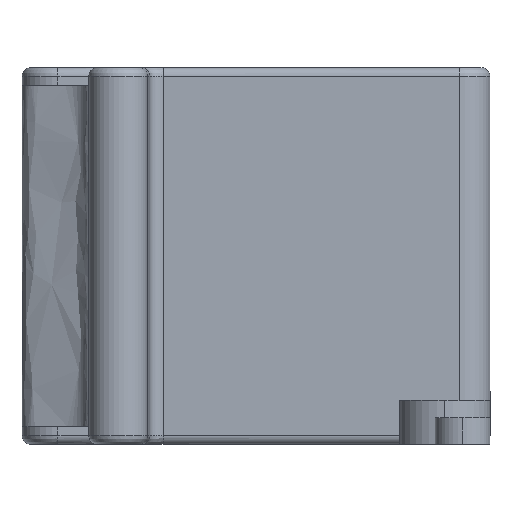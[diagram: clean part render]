
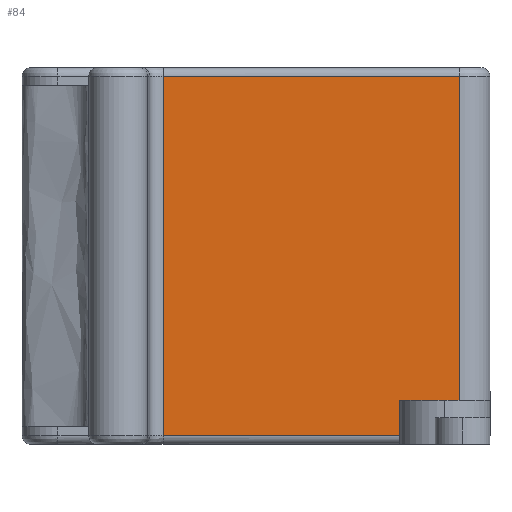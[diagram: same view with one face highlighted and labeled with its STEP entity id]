
A CAD part, left-side view. The second image highlights one B-rep face of the part: STEP entity #84.
In plain terms, the highlighted planar face has unit normal (-1, -0.001, 0).
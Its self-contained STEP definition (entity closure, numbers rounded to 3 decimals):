
#18=B_SPLINE_CURVE_WITH_KNOTS('',1,(#1715,#1716),.UNSPECIFIED.,.F.,.F.,
(2,2),(0.,33.014),.UNSPECIFIED.);
#25=B_SPLINE_CURVE_WITH_KNOTS('',1,(#1747,#1748),.UNSPECIFIED.,.F.,.F.,
(2,2),(1.,41.),.UNSPECIFIED.);
#30=B_SPLINE_CURVE_WITH_KNOTS('',1,(#1791,#1792),.UNSPECIFIED.,.F.,.F.,
(2,2),(0.,33.014),.UNSPECIFIED.);
#84=ADVANCED_FACE('',(#131),#672,.T.);
#131=FACE_OUTER_BOUND('',#178,.T.);
#178=EDGE_LOOP('',(#274,#275,#276,#277));
#274=ORIENTED_EDGE('',*,*,#436,.T.);
#275=ORIENTED_EDGE('',*,*,#447,.T.);
#276=ORIENTED_EDGE('',*,*,#459,.F.);
#277=ORIENTED_EDGE('',*,*,#444,.F.);
#436=EDGE_CURVE('',#646,#647,#18,.T.);
#444=EDGE_CURVE('',#646,#624,#520,.T.);
#447=EDGE_CURVE('',#647,#625,#25,.T.);
#459=EDGE_CURVE('',#624,#625,#30,.T.);
#520=(
BOUNDED_CURVE()
B_SPLINE_CURVE(1,(#1731,#1732),.UNSPECIFIED.,.F.,.F.)
B_SPLINE_CURVE_WITH_KNOTS((2,2),(1.,41.),.UNSPECIFIED.)
CURVE()
GEOMETRIC_REPRESENTATION_ITEM()
RATIONAL_B_SPLINE_CURVE((1.,1.))
REPRESENTATION_ITEM('')
);
#624=VERTEX_POINT('',#1622);
#625=VERTEX_POINT('',#1623);
#646=VERTEX_POINT('',#1644);
#647=VERTEX_POINT('',#1645);
#672=PLANE('',#810);
#810=AXIS2_PLACEMENT_3D('',#1020,#882,$);
#882=DIRECTION('',(-1.,-0.001,0.));
#1020=CARTESIAN_POINT('',(90.709,9.752,-2.651));
#1622=CARTESIAN_POINT('',(90.709,9.752,38.349));
#1623=CARTESIAN_POINT('',(90.75,-23.262,38.349));
#1644=CARTESIAN_POINT('',(90.709,9.752,-1.651));
#1645=CARTESIAN_POINT('',(90.75,-23.262,-1.651));
#1715=CARTESIAN_POINT('',(90.709,9.752,-1.651));
#1716=CARTESIAN_POINT('',(90.75,-23.262,-1.651));
#1731=CARTESIAN_POINT('',(90.709,9.752,-1.651));
#1732=CARTESIAN_POINT('',(90.709,9.752,38.349));
#1747=CARTESIAN_POINT('',(90.75,-23.262,-1.651));
#1748=CARTESIAN_POINT('',(90.75,-23.262,38.349));
#1791=CARTESIAN_POINT('',(90.709,9.752,38.349));
#1792=CARTESIAN_POINT('',(90.75,-23.262,38.349));
